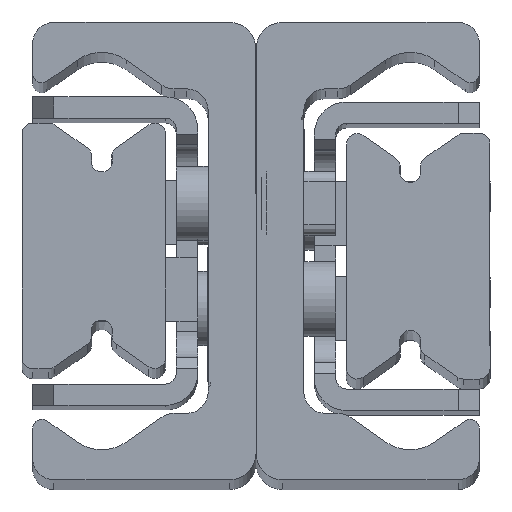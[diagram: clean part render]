
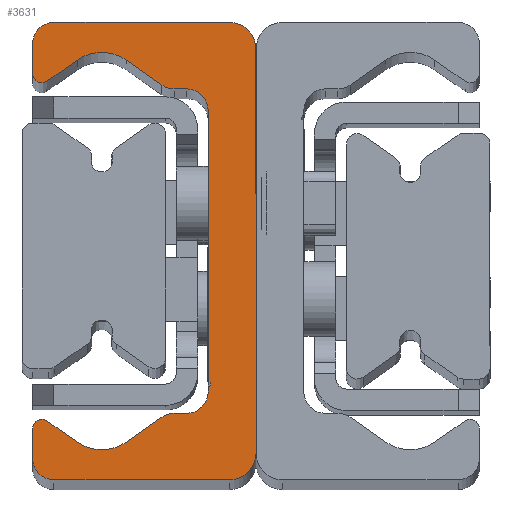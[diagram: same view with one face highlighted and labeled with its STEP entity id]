
A CAD part, top view. The second image highlights one B-rep face of the part: STEP entity #3631.
In plain terms, the highlighted planar face has unit normal (0, 0, 1).
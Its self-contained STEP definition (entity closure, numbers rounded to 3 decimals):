
#2601=CARTESIAN_POINT('',(2.499,0.,530.0));
#2602=VERTEX_POINT('',#2601);
#2603=CARTESIAN_POINT('',(-0.001,2.5,530.0));
#2604=VERTEX_POINT('',#2603);
#2605=CARTESIAN_POINT('',(2.499,2.5,530.0));
#2606=DIRECTION('',(0.0,0.0,-1.0));
#2607=DIRECTION('',(-1.0,0.0,0.0));
#2608=AXIS2_PLACEMENT_3D('',#2605,#2606,#2607);
#2609=CIRCLE('',#2608,2.5);
#2610=EDGE_CURVE('',#2602,#2604,#2609,.T.);
#2643=CARTESIAN_POINT('',(-0.001,40.5,530.0));
#2644=VERTEX_POINT('',#2643);
#2645=CARTESIAN_POINT('',(-0.001,2.5,530.0));
#2646=DIRECTION('',(0.0,1.0,0.0));
#2647=VECTOR('',#2646,38.0);
#2648=LINE('',#2645,#2647);
#2649=EDGE_CURVE('',#2604,#2644,#2648,.T.);
#2707=CARTESIAN_POINT('',(2.499,43.0,530.0));
#2708=VERTEX_POINT('',#2707);
#2709=CARTESIAN_POINT('',(2.499,40.5,530.0));
#2710=DIRECTION('',(0.0,0.0,-1.0));
#2711=DIRECTION('',(0.0,1.0,0.0));
#2712=AXIS2_PLACEMENT_3D('',#2709,#2710,#2711);
#2713=CIRCLE('',#2712,2.5);
#2714=EDGE_CURVE('',#2644,#2708,#2713,.T.);
#2740=CARTESIAN_POINT('',(18.999,43.,530.0));
#2741=VERTEX_POINT('',#2740);
#2742=CARTESIAN_POINT('',(2.499,43.0,530.0));
#2743=DIRECTION('',(1.0,0.0,0.0));
#2744=VECTOR('',#2743,16.5);
#2745=LINE('',#2742,#2744);
#2746=EDGE_CURVE('',#2708,#2741,#2745,.T.);
#2771=CARTESIAN_POINT('',(20.999,41.,530.0));
#2772=VERTEX_POINT('',#2771);
#2773=CARTESIAN_POINT('',(18.999,41.,530.0));
#2774=DIRECTION('',(0.0,0.0,-1.0));
#2775=DIRECTION('',(1.0,0.0,0.0));
#2776=AXIS2_PLACEMENT_3D('',#2773,#2774,#2775);
#2777=CIRCLE('',#2776,2.0);
#2778=EDGE_CURVE('',#2741,#2772,#2777,.T.);
#2804=CARTESIAN_POINT('',(20.999,38.15,530.0));
#2805=VERTEX_POINT('',#2804);
#2806=CARTESIAN_POINT('',(20.999,41.,530.0));
#2807=DIRECTION('',(0.0,-1.0,0.0));
#2808=VECTOR('',#2807,2.85);
#2809=LINE('',#2806,#2808);
#2810=EDGE_CURVE('',#2772,#2805,#2809,.T.);
#2835=CARTESIAN_POINT('',(19.662,37.453,530.0));
#2836=VERTEX_POINT('',#2835);
#2837=CARTESIAN_POINT('',(20.149,38.15,530.0));
#2838=DIRECTION('',(0.0,0.0,-1.));
#2839=DIRECTION('',(-0.574,-0.819,0.0));
#2840=AXIS2_PLACEMENT_3D('',#2837,#2838,#2839);
#2841=CIRCLE('',#2840,0.85);
#2842=EDGE_CURVE('',#2805,#2836,#2841,.T.);
#2868=CARTESIAN_POINT('',(16.794,39.462,530.0));
#2869=VERTEX_POINT('',#2868);
#2870=CARTESIAN_POINT('',(19.662,37.453,530.0));
#2871=DIRECTION('',(-0.819,0.574,0.0));
#2872=VECTOR('',#2871,3.501);
#2873=LINE('',#2870,#2872);
#2874=EDGE_CURVE('',#2836,#2869,#2873,.T.);
#2899=CARTESIAN_POINT('',(12.205,39.462,530.0));
#2900=VERTEX_POINT('',#2899);
#2901=CARTESIAN_POINT('',(14.499,36.185,530.0));
#2902=DIRECTION('',(0.0,0.0,1.0));
#2903=DIRECTION('',(-0.574,-0.819,0.0));
#2904=AXIS2_PLACEMENT_3D('',#2901,#2902,#2903);
#2905=CIRCLE('',#2904,4.0);
#2906=EDGE_CURVE('',#2869,#2900,#2905,.T.);
#2932=CARTESIAN_POINT('',(8.849,37.112,530.0));
#2933=VERTEX_POINT('',#2932);
#2934=CARTESIAN_POINT('',(12.205,39.462,530.0));
#2935=DIRECTION('',(-0.819,-0.574,0.0));
#2936=VECTOR('',#2935,4.097);
#2937=LINE('',#2934,#2936);
#2938=EDGE_CURVE('',#2900,#2933,#2937,.T.);
#2963=CARTESIAN_POINT('',(7.702,36.75,530.0));
#2964=VERTEX_POINT('',#2963);
#2965=CARTESIAN_POINT('',(7.702,38.75,530.0));
#2966=DIRECTION('',(0.0,0.0,-1.0));
#2967=DIRECTION('',(0.0,-1.0,0.0));
#2968=AXIS2_PLACEMENT_3D('',#2965,#2966,#2967);
#2969=CIRCLE('',#2968,2.0);
#2970=EDGE_CURVE('',#2933,#2964,#2969,.T.);
#2996=CARTESIAN_POINT('',(6.499,36.75,530.0));
#2997=VERTEX_POINT('',#2996);
#2998=CARTESIAN_POINT('',(7.702,36.75,530.0));
#2999=DIRECTION('',(-1.0,0.0,0.0));
#3000=VECTOR('',#2999,1.203);
#3001=LINE('',#2998,#3000);
#3002=EDGE_CURVE('',#2964,#2997,#3001,.T.);
#3027=CARTESIAN_POINT('',(4.499,34.75,530.0));
#3028=VERTEX_POINT('',#3027);
#3029=CARTESIAN_POINT('',(6.499,34.75,530.0));
#3030=DIRECTION('',(0.0,0.0,1.0));
#3031=DIRECTION('',(0.0,-1.0,0.0));
#3032=AXIS2_PLACEMENT_3D('',#3029,#3030,#3031);
#3033=CIRCLE('',#3032,2.0);
#3034=EDGE_CURVE('',#2997,#3028,#3033,.T.);
#3060=CARTESIAN_POINT('',(4.499,34.361,530.0));
#3061=VERTEX_POINT('',#3060);
#3062=CARTESIAN_POINT('',(4.499,34.75,530.0));
#3063=DIRECTION('',(0.0,-1.0,0.0));
#3064=VECTOR('',#3063,0.389);
#3065=LINE('',#3062,#3064);
#3066=EDGE_CURVE('',#3028,#3061,#3065,.T.);
#3091=CARTESIAN_POINT('',(4.411,34.234,530.0));
#3092=VERTEX_POINT('',#3091);
#3093=CARTESIAN_POINT('',(4.363,34.361,530.0));
#3094=DIRECTION('',(0.0,0.0,-1.0));
#3095=DIRECTION('',(0.353,-0.936,0.0));
#3096=AXIS2_PLACEMENT_3D('',#3093,#3094,#3095);
#3097=CIRCLE('',#3096,0.136);
#3098=EDGE_CURVE('',#3061,#3092,#3097,.T.);
#3124=CARTESIAN_POINT('',(4.422,33.762,530.0));
#3125=VERTEX_POINT('',#3124);
#3126=CARTESIAN_POINT('',(4.499,34.0,530.0));
#3127=DIRECTION('',(0.0,0.0,1.));
#3128=DIRECTION('',(0.353,-0.936,0.0));
#3129=AXIS2_PLACEMENT_3D('',#3126,#3127,#3128);
#3130=CIRCLE('',#3129,0.25);
#3131=EDGE_CURVE('',#3092,#3125,#3130,.T.);
#3157=CARTESIAN_POINT('',(4.499,33.656,530.0));
#3158=VERTEX_POINT('',#3157);
#3159=CARTESIAN_POINT('',(4.387,33.656,530.0));
#3160=DIRECTION('',(0.0,0.0,-1.0));
#3161=DIRECTION('',(1.0,0.0,0.0));
#3162=AXIS2_PLACEMENT_3D('',#3159,#3160,#3161);
#3163=CIRCLE('',#3162,0.112);
#3164=EDGE_CURVE('',#3125,#3158,#3163,.T.);
#3190=CARTESIAN_POINT('',(4.499,8.25,530.0));
#3191=VERTEX_POINT('',#3190);
#3192=CARTESIAN_POINT('',(4.499,33.656,530.0));
#3193=DIRECTION('',(0.0,-1.0,0.0));
#3194=VECTOR('',#3193,25.406);
#3195=LINE('',#3192,#3194);
#3196=EDGE_CURVE('',#3158,#3191,#3195,.T.);
#3254=CARTESIAN_POINT('',(6.499,6.25,530.0));
#3255=VERTEX_POINT('',#3254);
#3256=CARTESIAN_POINT('',(6.499,8.25,530.0));
#3257=DIRECTION('',(0.0,0.0,1.0));
#3258=DIRECTION('',(1.0,0.0,0.0));
#3259=AXIS2_PLACEMENT_3D('',#3256,#3257,#3258);
#3260=CIRCLE('',#3259,2.0);
#3261=EDGE_CURVE('',#3191,#3255,#3260,.T.);
#3287=CARTESIAN_POINT('',(7.702,6.25,530.0));
#3288=VERTEX_POINT('',#3287);
#3289=CARTESIAN_POINT('',(6.499,6.25,530.0));
#3290=DIRECTION('',(1.0,0.0,0.0));
#3291=VECTOR('',#3290,1.203);
#3292=LINE('',#3289,#3291);
#3293=EDGE_CURVE('',#3255,#3288,#3292,.T.);
#3318=CARTESIAN_POINT('',(8.849,5.888,530.0));
#3319=VERTEX_POINT('',#3318);
#3320=CARTESIAN_POINT('',(7.702,4.25,530.0));
#3321=DIRECTION('',(0.0,0.0,-1.));
#3322=DIRECTION('',(0.574,0.819,0.0));
#3323=AXIS2_PLACEMENT_3D('',#3320,#3321,#3322);
#3324=CIRCLE('',#3323,2.0);
#3325=EDGE_CURVE('',#3288,#3319,#3324,.T.);
#3351=CARTESIAN_POINT('',(12.205,3.538,530.0));
#3352=VERTEX_POINT('',#3351);
#3353=CARTESIAN_POINT('',(8.849,5.888,530.0));
#3354=DIRECTION('',(0.819,-0.574,0.0));
#3355=VECTOR('',#3354,4.097);
#3356=LINE('',#3353,#3355);
#3357=EDGE_CURVE('',#3319,#3352,#3356,.T.);
#3382=CARTESIAN_POINT('',(16.794,3.538,530.0));
#3383=VERTEX_POINT('',#3382);
#3384=CARTESIAN_POINT('',(14.499,6.815,530.0));
#3385=DIRECTION('',(0.0,0.0,1.0));
#3386=DIRECTION('',(0.574,0.819,0.0));
#3387=AXIS2_PLACEMENT_3D('',#3384,#3385,#3386);
#3388=CIRCLE('',#3387,4.0);
#3389=EDGE_CURVE('',#3352,#3383,#3388,.T.);
#3415=CARTESIAN_POINT('',(19.662,5.547,530.0));
#3416=VERTEX_POINT('',#3415);
#3417=CARTESIAN_POINT('',(16.794,3.538,530.0));
#3418=DIRECTION('',(0.819,0.574,0.0));
#3419=VECTOR('',#3418,3.501);
#3420=LINE('',#3417,#3419);
#3421=EDGE_CURVE('',#3383,#3416,#3420,.T.);
#3446=CARTESIAN_POINT('',(20.999,4.85,530.0));
#3447=VERTEX_POINT('',#3446);
#3448=CARTESIAN_POINT('',(20.149,4.85,530.0));
#3449=DIRECTION('',(0.0,0.0,-1.0));
#3450=DIRECTION('',(1.0,0.0,0.0));
#3451=AXIS2_PLACEMENT_3D('',#3448,#3449,#3450);
#3452=CIRCLE('',#3451,0.85);
#3453=EDGE_CURVE('',#3416,#3447,#3452,.T.);
#3479=CARTESIAN_POINT('',(20.999,2.,530.0));
#3480=VERTEX_POINT('',#3479);
#3481=CARTESIAN_POINT('',(20.999,4.85,530.0));
#3482=DIRECTION('',(0.0,-1.0,0.0));
#3483=VECTOR('',#3482,2.85);
#3484=LINE('',#3481,#3483);
#3485=EDGE_CURVE('',#3447,#3480,#3484,.T.);
#3510=CARTESIAN_POINT('',(18.999,0.,530.0));
#3511=VERTEX_POINT('',#3510);
#3512=CARTESIAN_POINT('',(18.999,2.,530.0));
#3513=DIRECTION('',(0.0,0.0,-1.0));
#3514=DIRECTION('',(0.0,-1.0,0.0));
#3515=AXIS2_PLACEMENT_3D('',#3512,#3513,#3514);
#3516=CIRCLE('',#3515,2.0);
#3517=EDGE_CURVE('',#3480,#3511,#3516,.T.);
#3543=CARTESIAN_POINT('',(18.999,0.,530.0));
#3544=DIRECTION('',(-1.0,0.0,0.0));
#3545=VECTOR('',#3544,16.5);
#3546=LINE('',#3543,#3545);
#3547=EDGE_CURVE('',#3511,#2602,#3546,.T.);
#3596=CARTESIAN_POINT('',(7.822,21.517,530.0));
#3597=DIRECTION('',(0.0,0.0,1.0));
#3598=DIRECTION('',(1.0,0.0,0.0));
#3599=AXIS2_PLACEMENT_3D('',#3596,#3597,#3598);
#3600=PLANE('',#3599);
#3601=ORIENTED_EDGE('',*,*,#2610,.F.);
#3602=ORIENTED_EDGE('',*,*,#3547,.F.);
#3603=ORIENTED_EDGE('',*,*,#3517,.F.);
#3604=ORIENTED_EDGE('',*,*,#3485,.F.);
#3605=ORIENTED_EDGE('',*,*,#3453,.F.);
#3606=ORIENTED_EDGE('',*,*,#3421,.F.);
#3607=ORIENTED_EDGE('',*,*,#3389,.F.);
#3608=ORIENTED_EDGE('',*,*,#3357,.F.);
#3609=ORIENTED_EDGE('',*,*,#3325,.F.);
#3610=ORIENTED_EDGE('',*,*,#3293,.F.);
#3611=ORIENTED_EDGE('',*,*,#3261,.F.);
#3612=ORIENTED_EDGE('',*,*,#3196,.F.);
#3613=ORIENTED_EDGE('',*,*,#3164,.F.);
#3614=ORIENTED_EDGE('',*,*,#3131,.F.);
#3615=ORIENTED_EDGE('',*,*,#3098,.F.);
#3616=ORIENTED_EDGE('',*,*,#3066,.F.);
#3617=ORIENTED_EDGE('',*,*,#3034,.F.);
#3618=ORIENTED_EDGE('',*,*,#3002,.F.);
#3619=ORIENTED_EDGE('',*,*,#2970,.F.);
#3620=ORIENTED_EDGE('',*,*,#2938,.F.);
#3621=ORIENTED_EDGE('',*,*,#2906,.F.);
#3622=ORIENTED_EDGE('',*,*,#2874,.F.);
#3623=ORIENTED_EDGE('',*,*,#2842,.F.);
#3624=ORIENTED_EDGE('',*,*,#2810,.F.);
#3625=ORIENTED_EDGE('',*,*,#2778,.F.);
#3626=ORIENTED_EDGE('',*,*,#2746,.F.);
#3627=ORIENTED_EDGE('',*,*,#2714,.F.);
#3628=ORIENTED_EDGE('',*,*,#2649,.F.);
#3629=EDGE_LOOP('',(#3601,#3602,#3603,#3604,#3605,#3606,#3607,#3608,#3609,#3610,#3611,#3612,#3613,#3614,#3615,#3616,#3617,#3618,#3619,#3620,#3621,#3622,#3623,#3624,#3625,#3626,#3627,#3628));
#3630=FACE_OUTER_BOUND('',#3629,.T.);
#3631=ADVANCED_FACE('',(#3630),#3600,.T.);
